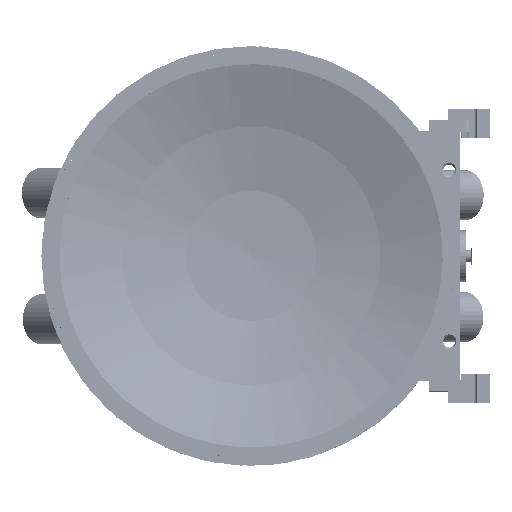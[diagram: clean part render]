
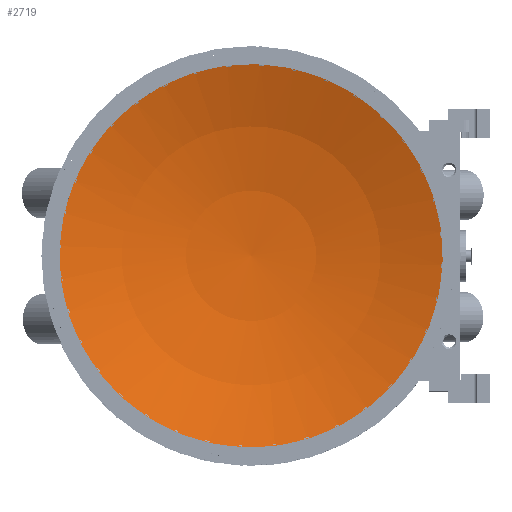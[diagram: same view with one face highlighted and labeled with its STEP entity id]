
A CAD part, top view. The second image highlights one B-rep face of the part: STEP entity #2719.
In plain terms, the highlighted spherical face has radius 2459.59 mm.
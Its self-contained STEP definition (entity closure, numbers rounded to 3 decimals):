
#2719 = ADVANCED_FACE( '', ( #5857, #5858 ), #5859, .F. );
#5857 = FACE_BOUND( '', #11427, .T. );
#5858 = FACE_OUTER_BOUND( '', #11428, .T. );
#5859 = SPHERICAL_SURFACE( '', #11429, 2459.59 );
#11427 = VERTEX_LOOP( '', #19643 );
#11428 = EDGE_LOOP( '', ( #19644 ) );
#11429 = AXIS2_PLACEMENT_3D( '', #19645, #19646, #19647 );
#19643 = VERTEX_POINT( '', #42472 );
#19644 = ORIENTED_EDGE( '', *, *, #42473, .T. );
#19645 = CARTESIAN_POINT( '', ( 0., 2460.65, 0. ) );
#19646 = DIRECTION( '', ( 0., 1., 0. ) );
#19647 = DIRECTION( '', ( 1., 0., 0. ) );
#42472 = CARTESIAN_POINT( '', ( 0., 1.06, 0. ) );
#42473 = EDGE_CURVE( '', #46247, #46247, #46248, .T. );
#46247 = VERTEX_POINT( '', #52745 );
#46248 = CIRCLE( '', #52746, 837.3 );
#52745 = CARTESIAN_POINT( '', ( 0., 147.965, 837.3 ) );
#52746 = AXIS2_PLACEMENT_3D( '', #61572, #61573, #61574 );
#61572 = CARTESIAN_POINT( '', ( 0., 147.965, 0. ) );
#61573 = DIRECTION( '', ( 0., 1., 0. ) );
#61574 = DIRECTION( '', ( 0., 0., 1. ) );
